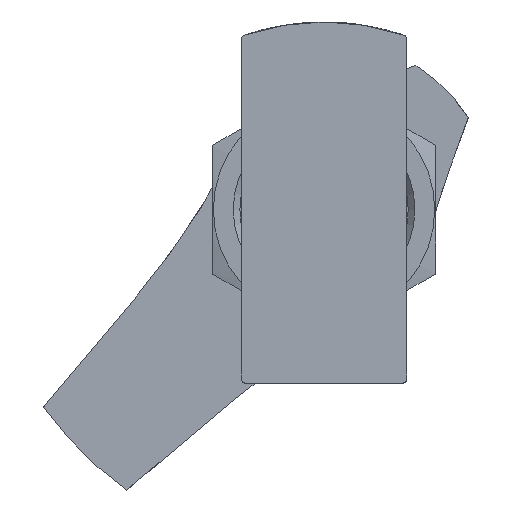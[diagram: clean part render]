
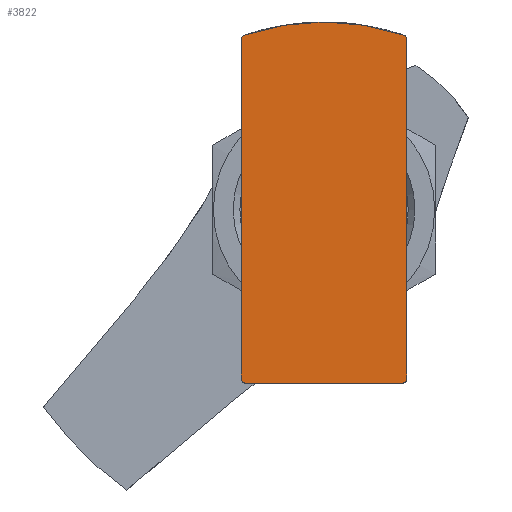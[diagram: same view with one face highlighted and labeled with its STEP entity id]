
A CAD part, front view. The second image highlights one B-rep face of the part: STEP entity #3822.
In plain terms, the highlighted planar face has unit normal (0, -1, 0).
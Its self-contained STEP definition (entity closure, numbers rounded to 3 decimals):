
#92=PLANE('',#4142);
#180=CIRCLE('',#4114,0.5);
#181=CIRCLE('',#4116,30.);
#182=CIRCLE('',#4119,0.5);
#185=CIRCLE('',#4124,0.5);
#188=CIRCLE('',#4129,0.5);
#467=LINE('',#6058,#693);
#471=LINE('',#6074,#697);
#473=LINE('',#6081,#699);
#693=VECTOR('',#4690,1000.);
#697=VECTOR('',#4706,1000.);
#699=VECTOR('',#4714,1000.);
#978=ORIENTED_EDGE('',*,*,#2031,.F.);
#979=ORIENTED_EDGE('',*,*,#2048,.F.);
#980=ORIENTED_EDGE('',*,*,#2020,.F.);
#981=ORIENTED_EDGE('',*,*,#2014,.F.);
#982=ORIENTED_EDGE('',*,*,#2009,.F.);
#983=ORIENTED_EDGE('',*,*,#2044,.F.);
#984=ORIENTED_EDGE('',*,*,#2039,.F.);
#985=ORIENTED_EDGE('',*,*,#2036,.F.);
#2009=EDGE_CURVE('',#2557,#2558,#180,.T.);
#2014=EDGE_CURVE('',#2558,#2562,#181,.T.);
#2020=EDGE_CURVE('',#2562,#2566,#182,.T.);
#2031=EDGE_CURVE('',#2573,#2574,#185,.T.);
#2036=EDGE_CURVE('',#2574,#2578,#467,.T.);
#2039=EDGE_CURVE('',#2578,#2580,#188,.T.);
#2044=EDGE_CURVE('',#2580,#2557,#471,.T.);
#2048=EDGE_CURVE('',#2566,#2573,#473,.T.);
#2557=VERTEX_POINT('',#5957);
#2558=VERTEX_POINT('',#5959);
#2562=VERTEX_POINT('',#5980);
#2566=VERTEX_POINT('',#6011);
#2573=VERTEX_POINT('',#6048);
#2574=VERTEX_POINT('',#6049);
#2578=VERTEX_POINT('',#6059);
#2580=VERTEX_POINT('',#6065);
#3014=EDGE_LOOP('',(#978,#979,#980,#981,#982,#983,#984,#985));
#3361=FACE_BOUND('',#3014,.T.);
#3822=ADVANCED_FACE('',(#3361),#92,.F.);
#4114=AXIS2_PLACEMENT_3D('',#5958,#4652,#4653);
#4116=AXIS2_PLACEMENT_3D('',#5979,#4658,#4659);
#4119=AXIS2_PLACEMENT_3D('',#6010,#4666,#4667);
#4124=AXIS2_PLACEMENT_3D('',#6047,#4680,#4681);
#4129=AXIS2_PLACEMENT_3D('',#6064,#4695,#4696);
#4142=AXIS2_PLACEMENT_3D('',#6092,#4726,#4727);
#4652=DIRECTION('',(0.,1.,0.));
#4653=DIRECTION('',(1.,0.,0.));
#4658=DIRECTION('',(0.,1.,0.));
#4659=DIRECTION('',(1.,0.,0.));
#4666=DIRECTION('',(0.,1.,0.));
#4667=DIRECTION('',(1.,0.,0.));
#4680=DIRECTION('',(0.,1.,0.));
#4681=DIRECTION('',(1.,0.,0.));
#4690=DIRECTION('',(0.,0.,1.));
#4695=DIRECTION('',(0.,1.,0.));
#4696=DIRECTION('',(1.,0.,0.));
#4706=DIRECTION('',(1.,0.,0.));
#4714=DIRECTION('',(-1.,0.,0.));
#4726=DIRECTION('',(0.,1.,0.));
#4727=DIRECTION('',(0.,0.,1.));
#5957=CARTESIAN_POINT('',(20.644,0.,10.));
#5958=CARTESIAN_POINT('',(20.644,0.,9.5));
#5959=CARTESIAN_POINT('',(21.118,0.,9.661));
#5979=CARTESIAN_POINT('',(-7.284,0.,0.));
#5980=CARTESIAN_POINT('',(21.118,0.,-9.661));
#6010=CARTESIAN_POINT('',(20.644,0.,-9.5));
#6011=CARTESIAN_POINT('',(20.644,0.,-10.));
#6047=CARTESIAN_POINT('',(-20.5,0.,-9.5));
#6048=CARTESIAN_POINT('',(-20.5,0.,-10.));
#6049=CARTESIAN_POINT('',(-21.,0.,-9.5));
#6058=CARTESIAN_POINT('',(-21.,0.,-9.5));
#6059=CARTESIAN_POINT('',(-21.,0.,9.5));
#6064=CARTESIAN_POINT('',(-20.5,0.,9.5));
#6065=CARTESIAN_POINT('',(-20.5,0.,10.));
#6074=CARTESIAN_POINT('',(-20.5,0.,10.));
#6081=CARTESIAN_POINT('',(20.644,0.,-10.));
#6092=CARTESIAN_POINT('',(-20.5,0.,-9.5));
